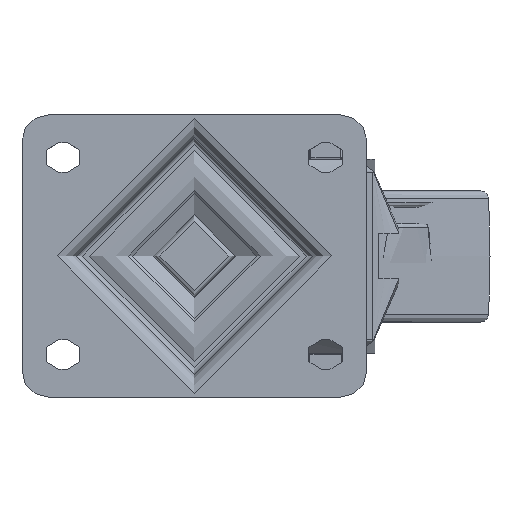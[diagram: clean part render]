
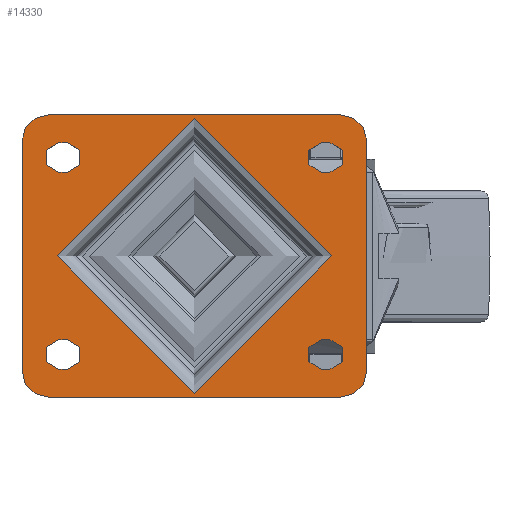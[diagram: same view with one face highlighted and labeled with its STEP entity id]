
A CAD part, top view. The second image highlights one B-rep face of the part: STEP entity #14330.
In plain terms, the highlighted planar face has unit normal (0, 0, 1).
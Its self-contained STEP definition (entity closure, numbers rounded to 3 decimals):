
#1348=FACE_BOUND('',#2867,.T.);
#1349=FACE_BOUND('',#2868,.T.);
#1350=FACE_BOUND('',#2869,.T.);
#1351=FACE_BOUND('',#2870,.T.);
#1352=FACE_BOUND('',#2871,.T.);
#1501=PLANE('',#15535);
#1945=FACE_OUTER_BOUND('',#2866,.T.);
#2866=EDGE_LOOP('',(#9949,#9950,#9951,#9952,#9953,#9954,#9955,#9956));
#2867=EDGE_LOOP('',(#9957));
#2868=EDGE_LOOP('',(#9958,#9959,#9960,#9961));
#2869=EDGE_LOOP('',(#9962,#9963,#9964,#9965));
#2870=EDGE_LOOP('',(#9966,#9967,#9968,#9969));
#2871=EDGE_LOOP('',(#9970,#9971,#9972,#9973));
#3961=LINE('',#20628,#4790);
#3963=LINE('',#20631,#4792);
#3964=LINE('',#20632,#4793);
#3965=LINE('',#20633,#4794);
#3966=LINE('',#20634,#4795);
#3967=LINE('',#20635,#4796);
#3968=LINE('',#20636,#4797);
#3969=LINE('',#20637,#4798);
#3970=LINE('',#20638,#4799);
#3971=LINE('',#20639,#4800);
#3972=LINE('',#20640,#4801);
#3973=LINE('',#20641,#4802);
#4790=VECTOR('',#17076,1000.);
#4792=VECTOR('',#17080,1000.);
#4793=VECTOR('',#17081,1000.);
#4794=VECTOR('',#17082,1000.);
#4795=VECTOR('',#17083,1000.);
#4796=VECTOR('',#17084,1000.);
#4797=VECTOR('',#17085,1000.);
#4798=VECTOR('',#17086,1000.);
#4799=VECTOR('',#17087,1000.);
#4800=VECTOR('',#17088,1000.);
#4801=VECTOR('',#17089,1000.);
#4802=VECTOR('',#17090,1000.);
#5563=CIRCLE('',#15437,4.5);
#5564=CIRCLE('',#15439,4.5);
#5567=CIRCLE('',#15443,4.5);
#5568=CIRCLE('',#15445,4.5);
#5571=CIRCLE('',#15449,4.5);
#5572=CIRCLE('',#15451,4.5);
#5575=CIRCLE('',#15455,4.5);
#5576=CIRCLE('',#15457,4.5);
#5578=CIRCLE('',#15460,41.75);
#5591=CIRCLE('',#15480,8.);
#5593=CIRCLE('',#15483,8.);
#5595=CIRCLE('',#15486,8.);
#5597=CIRCLE('',#15489,8.);
#6200=VERTEX_POINT('',#20359);
#6201=VERTEX_POINT('',#20361);
#6202=VERTEX_POINT('',#20365);
#6203=VERTEX_POINT('',#20366);
#6208=VERTEX_POINT('',#20377);
#6209=VERTEX_POINT('',#20379);
#6210=VERTEX_POINT('',#20383);
#6211=VERTEX_POINT('',#20384);
#6216=VERTEX_POINT('',#20395);
#6217=VERTEX_POINT('',#20397);
#6218=VERTEX_POINT('',#20401);
#6219=VERTEX_POINT('',#20402);
#6224=VERTEX_POINT('',#20413);
#6225=VERTEX_POINT('',#20415);
#6226=VERTEX_POINT('',#20419);
#6227=VERTEX_POINT('',#20420);
#6230=VERTEX_POINT('',#20428);
#6239=VERTEX_POINT('',#20460);
#6240=VERTEX_POINT('',#20461);
#6243=VERTEX_POINT('',#20469);
#6244=VERTEX_POINT('',#20470);
#6247=VERTEX_POINT('',#20478);
#6248=VERTEX_POINT('',#20479);
#6251=VERTEX_POINT('',#20487);
#6252=VERTEX_POINT('',#20488);
#7591=EDGE_CURVE('',#6201,#6200,#5563,.T.);
#7593=EDGE_CURVE('',#6202,#6203,#5564,.T.);
#7599=EDGE_CURVE('',#6209,#6208,#5567,.T.);
#7601=EDGE_CURVE('',#6210,#6211,#5568,.T.);
#7607=EDGE_CURVE('',#6217,#6216,#5571,.T.);
#7609=EDGE_CURVE('',#6218,#6219,#5572,.T.);
#7615=EDGE_CURVE('',#6225,#6224,#5575,.T.);
#7617=EDGE_CURVE('',#6226,#6227,#5576,.T.);
#7621=EDGE_CURVE('',#6230,#6230,#5578,.T.);
#7637=EDGE_CURVE('',#6239,#6240,#5591,.T.);
#7641=EDGE_CURVE('',#6243,#6244,#5593,.T.);
#7645=EDGE_CURVE('',#6247,#6248,#5595,.T.);
#7649=EDGE_CURVE('',#6251,#6252,#5597,.T.);
#7721=EDGE_CURVE('',#6252,#6239,#3961,.T.);
#7723=EDGE_CURVE('',#6248,#6251,#3963,.T.);
#7724=EDGE_CURVE('',#6244,#6247,#3964,.T.);
#7725=EDGE_CURVE('',#6240,#6243,#3965,.T.);
#7726=EDGE_CURVE('',#6200,#6202,#3966,.T.);
#7727=EDGE_CURVE('',#6203,#6201,#3967,.T.);
#7728=EDGE_CURVE('',#6208,#6210,#3968,.T.);
#7729=EDGE_CURVE('',#6211,#6209,#3969,.T.);
#7730=EDGE_CURVE('',#6216,#6218,#3970,.T.);
#7731=EDGE_CURVE('',#6219,#6217,#3971,.T.);
#7732=EDGE_CURVE('',#6224,#6226,#3972,.T.);
#7733=EDGE_CURVE('',#6227,#6225,#3973,.T.);
#9949=ORIENTED_EDGE('',*,*,#7649,.F.);
#9950=ORIENTED_EDGE('',*,*,#7723,.F.);
#9951=ORIENTED_EDGE('',*,*,#7645,.F.);
#9952=ORIENTED_EDGE('',*,*,#7724,.F.);
#9953=ORIENTED_EDGE('',*,*,#7641,.F.);
#9954=ORIENTED_EDGE('',*,*,#7725,.F.);
#9955=ORIENTED_EDGE('',*,*,#7637,.F.);
#9956=ORIENTED_EDGE('',*,*,#7721,.F.);
#9957=ORIENTED_EDGE('',*,*,#7621,.F.);
#9958=ORIENTED_EDGE('',*,*,#7726,.T.);
#9959=ORIENTED_EDGE('',*,*,#7593,.T.);
#9960=ORIENTED_EDGE('',*,*,#7727,.T.);
#9961=ORIENTED_EDGE('',*,*,#7591,.T.);
#9962=ORIENTED_EDGE('',*,*,#7728,.T.);
#9963=ORIENTED_EDGE('',*,*,#7601,.T.);
#9964=ORIENTED_EDGE('',*,*,#7729,.T.);
#9965=ORIENTED_EDGE('',*,*,#7599,.T.);
#9966=ORIENTED_EDGE('',*,*,#7730,.T.);
#9967=ORIENTED_EDGE('',*,*,#7609,.T.);
#9968=ORIENTED_EDGE('',*,*,#7731,.T.);
#9969=ORIENTED_EDGE('',*,*,#7607,.T.);
#9970=ORIENTED_EDGE('',*,*,#7732,.T.);
#9971=ORIENTED_EDGE('',*,*,#7617,.T.);
#9972=ORIENTED_EDGE('',*,*,#7733,.T.);
#9973=ORIENTED_EDGE('',*,*,#7615,.T.);
#14330=ADVANCED_FACE('',(#1945,#1348,#1349,#1350,#1351,#1352),#1501,.T.);
#15437=AXIS2_PLACEMENT_3D('',#20362,#16818,#16819);
#15439=AXIS2_PLACEMENT_3D('',#20367,#16823,#16824);
#15443=AXIS2_PLACEMENT_3D('',#20380,#16834,#16835);
#15445=AXIS2_PLACEMENT_3D('',#20385,#16839,#16840);
#15449=AXIS2_PLACEMENT_3D('',#20398,#16850,#16851);
#15451=AXIS2_PLACEMENT_3D('',#20403,#16855,#16856);
#15455=AXIS2_PLACEMENT_3D('',#20416,#16866,#16867);
#15457=AXIS2_PLACEMENT_3D('',#20421,#16871,#16872);
#15460=AXIS2_PLACEMENT_3D('',#20429,#16879,#16880);
#15480=AXIS2_PLACEMENT_3D('',#20462,#16922,#16923);
#15483=AXIS2_PLACEMENT_3D('',#20471,#16930,#16931);
#15486=AXIS2_PLACEMENT_3D('',#20480,#16938,#16939);
#15489=AXIS2_PLACEMENT_3D('',#20489,#16946,#16947);
#15535=AXIS2_PLACEMENT_3D('',#20630,#17078,#17079);
#16818=DIRECTION('center_axis',(0.,0.,-1.));
#16819=DIRECTION('ref_axis',(-1.,0.,0.));
#16823=DIRECTION('center_axis',(0.,0.,-1.));
#16824=DIRECTION('ref_axis',(-1.,0.,0.));
#16834=DIRECTION('center_axis',(0.,0.,-1.));
#16835=DIRECTION('ref_axis',(-1.,0.,0.));
#16839=DIRECTION('center_axis',(0.,0.,-1.));
#16840=DIRECTION('ref_axis',(-1.,0.,0.));
#16850=DIRECTION('center_axis',(0.,0.,-1.));
#16851=DIRECTION('ref_axis',(1.,0.,0.));
#16855=DIRECTION('center_axis',(0.,0.,-1.));
#16856=DIRECTION('ref_axis',(1.,0.,0.));
#16866=DIRECTION('center_axis',(0.,0.,-1.));
#16867=DIRECTION('ref_axis',(1.,0.,0.));
#16871=DIRECTION('center_axis',(0.,0.,-1.));
#16872=DIRECTION('ref_axis',(1.,0.,0.));
#16879=DIRECTION('center_axis',(0.,0.,1.));
#16880=DIRECTION('ref_axis',(1.,0.,0.));
#16922=DIRECTION('center_axis',(0.,0.,-1.));
#16923=DIRECTION('ref_axis',(-0.707,0.707,0.));
#16930=DIRECTION('center_axis',(0.,0.,-1.));
#16931=DIRECTION('ref_axis',(0.707,0.707,0.));
#16938=DIRECTION('center_axis',(0.,0.,-1.));
#16939=DIRECTION('ref_axis',(0.707,-0.707,0.));
#16946=DIRECTION('center_axis',(0.,0.,-1.));
#16947=DIRECTION('ref_axis',(-0.707,-0.707,0.));
#17076=DIRECTION('',(0.,1.,0.));
#17078=DIRECTION('center_axis',(0.,0.,1.));
#17079=DIRECTION('ref_axis',(1.,0.,0.));
#17080=DIRECTION('',(-1.,0.,0.));
#17081=DIRECTION('',(0.,-1.,0.));
#17082=DIRECTION('',(1.,0.,0.));
#17083=DIRECTION('',(-1.,0.,0.));
#17084=DIRECTION('',(1.,0.,0.));
#17085=DIRECTION('',(-1.,0.,0.));
#17086=DIRECTION('',(1.,0.,0.));
#17087=DIRECTION('',(1.,0.,0.));
#17088=DIRECTION('',(-1.,0.,0.));
#17089=DIRECTION('',(1.,0.,0.));
#17090=DIRECTION('',(-1.,0.,0.));
#20359=CARTESIAN_POINT('',(41.25,-34.5,0.));
#20361=CARTESIAN_POINT('',(41.25,-25.5,0.));
#20362=CARTESIAN_POINT('Origin',(41.25,-30.,0.));
#20365=CARTESIAN_POINT('',(38.75,-34.5,0.));
#20366=CARTESIAN_POINT('',(38.75,-25.5,0.));
#20367=CARTESIAN_POINT('Origin',(38.75,-30.,0.));
#20377=CARTESIAN_POINT('',(41.25,25.5,0.));
#20379=CARTESIAN_POINT('',(41.25,34.5,0.));
#20380=CARTESIAN_POINT('Origin',(41.25,30.,0.));
#20383=CARTESIAN_POINT('',(38.75,25.5,0.));
#20384=CARTESIAN_POINT('',(38.75,34.5,0.));
#20385=CARTESIAN_POINT('Origin',(38.75,30.,0.));
#20395=CARTESIAN_POINT('',(-41.25,-25.5,0.));
#20397=CARTESIAN_POINT('',(-41.25,-34.5,0.));
#20398=CARTESIAN_POINT('Origin',(-41.25,-30.,0.));
#20401=CARTESIAN_POINT('',(-38.75,-25.5,0.));
#20402=CARTESIAN_POINT('',(-38.75,-34.5,0.));
#20403=CARTESIAN_POINT('Origin',(-38.75,-30.,0.));
#20413=CARTESIAN_POINT('',(-41.25,34.5,0.));
#20415=CARTESIAN_POINT('',(-41.25,25.5,0.));
#20416=CARTESIAN_POINT('Origin',(-41.25,30.,0.));
#20419=CARTESIAN_POINT('',(-38.75,34.5,0.));
#20420=CARTESIAN_POINT('',(-38.75,25.5,0.));
#20421=CARTESIAN_POINT('Origin',(-38.75,30.,0.));
#20428=CARTESIAN_POINT('',(41.75,0.,0.));
#20429=CARTESIAN_POINT('Origin',(0.,0.,0.));
#20460=CARTESIAN_POINT('',(-52.5,35.,0.));
#20461=CARTESIAN_POINT('',(-44.5,43.,0.));
#20462=CARTESIAN_POINT('Origin',(-44.5,35.,0.));
#20469=CARTESIAN_POINT('',(44.5,43.,0.));
#20470=CARTESIAN_POINT('',(52.5,35.,0.));
#20471=CARTESIAN_POINT('Origin',(44.5,35.,0.));
#20478=CARTESIAN_POINT('',(52.5,-35.,0.));
#20479=CARTESIAN_POINT('',(44.5,-43.,0.));
#20480=CARTESIAN_POINT('Origin',(44.5,-35.,0.));
#20487=CARTESIAN_POINT('',(-44.5,-43.,0.));
#20488=CARTESIAN_POINT('',(-52.5,-35.,0.));
#20489=CARTESIAN_POINT('Origin',(-44.5,-35.,0.));
#20628=CARTESIAN_POINT('',(-52.5,-43.,0.));
#20630=CARTESIAN_POINT('Origin',(0.,0.,0.));
#20631=CARTESIAN_POINT('',(52.5,-43.,0.));
#20632=CARTESIAN_POINT('',(52.5,43.,0.));
#20633=CARTESIAN_POINT('',(-52.5,43.,0.));
#20634=CARTESIAN_POINT('',(41.25,-34.5,0.));
#20635=CARTESIAN_POINT('',(41.25,-25.5,0.));
#20636=CARTESIAN_POINT('',(41.25,25.5,0.));
#20637=CARTESIAN_POINT('',(41.25,34.5,0.));
#20638=CARTESIAN_POINT('',(-41.25,-25.5,0.));
#20639=CARTESIAN_POINT('',(-41.25,-34.5,0.));
#20640=CARTESIAN_POINT('',(-41.25,34.5,0.));
#20641=CARTESIAN_POINT('',(-41.25,25.5,0.));
